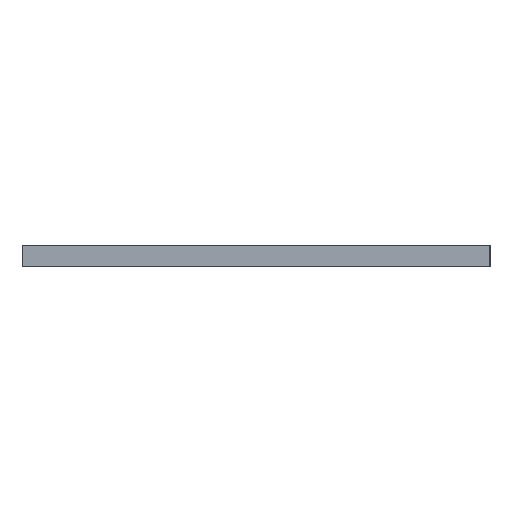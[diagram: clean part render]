
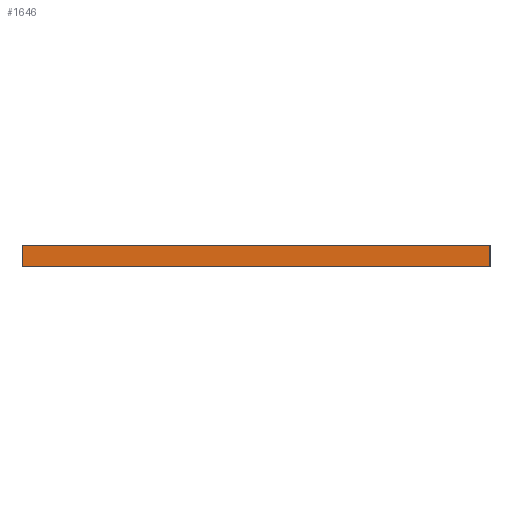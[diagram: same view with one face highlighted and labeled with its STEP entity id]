
A CAD part, left-side view. The second image highlights one B-rep face of the part: STEP entity #1646.
In plain terms, the highlighted planar face has unit normal (-1, 0, 0).
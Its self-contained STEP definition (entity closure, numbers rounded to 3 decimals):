
#40=CARTESIAN_POINT('Vertex',(79.,0.,3.)) ;
#56=CARTESIAN_POINT('Vertex',(79.,0.,0.)) ;
#59=CARTESIAN_POINT('Line Origine',(79.,0.,1.5)) ;
#1603=CARTESIAN_POINT('Vertex',(79.,-65.,3.)) ;
#1606=CARTESIAN_POINT('Line Origine',(79.,-65.,1.5)) ;
#1610=CARTESIAN_POINT('Vertex',(79.,-65.,0.)) ;
#1625=CARTESIAN_POINT('Axis2P3D Location',(79.,-65.,0.)) ;
#1630=CARTESIAN_POINT('Line Origine',(79.,-32.5,3.)) ;
#1635=CARTESIAN_POINT('Line Origine',(79.,-32.5,0.)) ;
#61=VECTOR('Line Direction',#60,1.) ;
#1608=VECTOR('Line Direction',#1607,1.) ;
#1632=VECTOR('Line Direction',#1631,1.) ;
#1637=VECTOR('Line Direction',#1636,1.) ;
#60=DIRECTION('Vector Direction',(0.,0.,1.)) ;
#1607=DIRECTION('Vector Direction',(0.,0.,1.)) ;
#1626=DIRECTION('Axis2P3D Direction',(1.,0.,0.)) ;
#1627=DIRECTION('Axis2P3D XDirection',(0.,1.,0.)) ;
#1631=DIRECTION('Vector Direction',(0.,1.,0.)) ;
#1636=DIRECTION('Vector Direction',(0.,1.,0.)) ;
#1628=AXIS2_PLACEMENT_3D('Plane Axis2P3D',#1625,#1626,#1627) ;
#62=LINE('Line',#59,#61) ;
#1609=LINE('Line',#1606,#1608) ;
#1633=LINE('Line',#1630,#1632) ;
#1638=LINE('Line',#1635,#1637) ;
#1629=PLANE('',#1628) ;
#63=EDGE_CURVE('',#57,#41,#62,.T.) ;
#1612=EDGE_CURVE('',#1611,#1604,#1609,.T.) ;
#1634=EDGE_CURVE('',#1604,#41,#1633,.T.) ;
#1639=EDGE_CURVE('',#1611,#57,#1638,.T.) ;
#1641=ORIENTED_EDGE('',*,*,#1634,.T.) ;
#1642=ORIENTED_EDGE('',*,*,#63,.F.) ;
#1643=ORIENTED_EDGE('',*,*,#1639,.F.) ;
#1644=ORIENTED_EDGE('',*,*,#1612,.T.) ;
#1640=EDGE_LOOP('',(#1641,#1642,#1643,#1644)) ;
#41=VERTEX_POINT('',#40) ;
#57=VERTEX_POINT('',#56) ;
#1604=VERTEX_POINT('',#1603) ;
#1611=VERTEX_POINT('',#1610) ;
#1646=ADVANCED_FACE('PartBody',(#1645),#1629,.F.) ;
#1645=FACE_OUTER_BOUND('',#1640,.T.) ;
